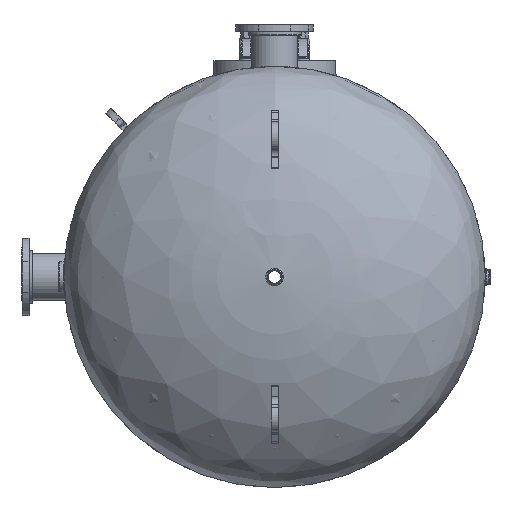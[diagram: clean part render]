
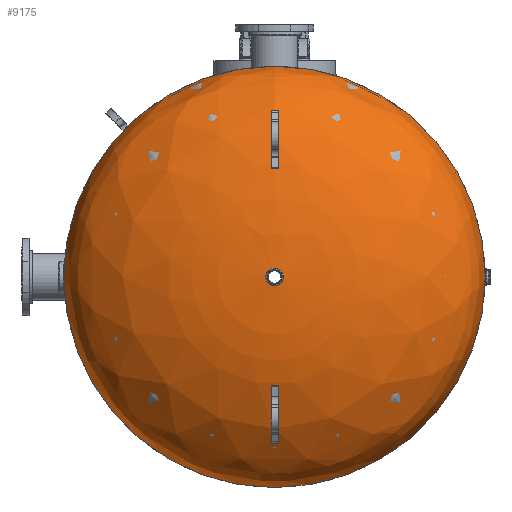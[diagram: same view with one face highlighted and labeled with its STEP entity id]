
A CAD part, left-side view. The second image highlights one B-rep face of the part: STEP entity #9175.
In plain terms, the highlighted free-form (B-spline) face has degree [2, 2] with [3, 9] control points.
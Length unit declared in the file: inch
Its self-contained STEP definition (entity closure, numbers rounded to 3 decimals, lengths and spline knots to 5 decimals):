
#93=ELLIPSE('',#10075,30.,15.156);
#676=CIRCLE('',#10073,30.);
#677=CIRCLE('',#10074,30.);
#2848=FACE_OUTER_BOUND('',#3379,.T.);
#3379=EDGE_LOOP('',(#6645,#6646,#6647,#6648,#6649,#6650));
#3961=B_SPLINE_CURVE_WITH_KNOTS('',3,(#14813,#14814,#14815,#14816,#14817,
#14818,#14819,#14820,#14821,#14822,#14823,#14824,#14825,#14826,#14827,#14828,
#14829,#14830,#14831,#14832,#14833,#14834,#14835,#14836,#14837,#14838,#14839,
#14840),.UNSPECIFIED.,.F.,.F.,(4,2,2,2,2,2,2,2,2,2,2,2,2,4),(-16.00715,
-15.44535,-14.88355,-13.89132,-12.89908,
-11.90684,-10.91461,-9.92237,-8.93013,
-7.9379,-6.94566,-5.95342,-4.96118,
-4.00229),.UNSPECIFIED.);
#3962=B_SPLINE_CURVE_WITH_KNOTS('',3,(#14841,#14842,#14843,#14844,#14845,
#14846,#14847,#14848,#14849,#14850,#14851,#14852),.UNSPECIFIED.,.F.,.F.,
(4,2,2,2,2,4),(-4.00229,-3.96895,-2.97671,-1.98447,
-0.99224,0.),.UNSPECIFIED.);
#4229=VERTEX_POINT('',#14810);
#4230=VERTEX_POINT('',#14812);
#4249=VERTEX_POINT('',#15093);
#4250=VERTEX_POINT('',#15094);
#5155=EDGE_CURVE('',#4230,#4229,#3961,.T.);
#5156=EDGE_CURVE('',#4229,#4230,#3962,.T.);
#5182=EDGE_CURVE('',#4249,#4250,#676,.T.);
#5183=EDGE_CURVE('',#4250,#4249,#677,.T.);
#5185=EDGE_CURVE('',#4249,#4230,#93,.T.);
#6645=ORIENTED_EDGE('',*,*,#5155,.T.);
#6646=ORIENTED_EDGE('',*,*,#5156,.T.);
#6647=ORIENTED_EDGE('',*,*,#5185,.F.);
#6648=ORIENTED_EDGE('',*,*,#5182,.T.);
#6649=ORIENTED_EDGE('',*,*,#5183,.T.);
#6650=ORIENTED_EDGE('',*,*,#5185,.T.);
#9125=(
BOUNDED_SURFACE()
B_SPLINE_SURFACE(2,2,((#15098,#15099,#15100,#15101,#15102,#15103,#15104,
#15105,#15106),(#15107,#15108,#15109,#15110,#15111,#15112,#15113,#15114,
#15115),(#15116,#15117,#15118,#15119,#15120,#15121,#15122,#15123,#15124)),
 .UNSPECIFIED.,.F.,.T.,.F.)
B_SPLINE_SURFACE_WITH_KNOTS((3,3),(3,2,2,2,3),(-1.5708,0.),
(0.,1.5708,3.14159,4.71239,6.28319),
 .UNSPECIFIED.)
GEOMETRIC_REPRESENTATION_ITEM()
RATIONAL_B_SPLINE_SURFACE(((1.,0.707,1.,0.707,1.,
0.707,1.,0.707,1.),(0.707,0.5,0.707,
0.5,0.707,0.5,0.707,0.5,0.707),(1.,
0.707,1.,0.707,1.,0.707,1.,0.707,
1.)))
REPRESENTATION_ITEM('')
SURFACE()
);
#9175=ADVANCED_FACE('',(#2848),#9125,.T.);
#10073=AXIS2_PLACEMENT_3D('',#15095,#11122,#11123);
#10074=AXIS2_PLACEMENT_3D('',#15096,#11124,#11125);
#10075=AXIS2_PLACEMENT_3D('',#15125,#11127,#11128);
#11122=DIRECTION('center_axis',(0.,0.,
1.));
#11123=DIRECTION('ref_axis',(1.,0.,0.));
#11124=DIRECTION('center_axis',(0.,0.,
1.));
#11125=DIRECTION('ref_axis',(1.,0.,0.));
#11127=DIRECTION('center_axis',(-1.,0.,0.));
#11128=DIRECTION('ref_axis',(0.,-1.,0.));
#14810=CARTESIAN_POINT('',(1.,0.,17.11658));
#14812=CARTESIAN_POINT('',(0.,-1.,17.11658));
#14813=CARTESIAN_POINT('Ctrl Pts',(0.,-1.,17.11658));
#14814=CARTESIAN_POINT('Ctrl Pts',(-0.07373,-1.,17.11658));
#14815=CARTESIAN_POINT('Ctrl Pts',(-0.14723,-0.99185,
17.11658));
#14816=CARTESIAN_POINT('Ctrl Pts',(-0.2911,-0.95953,
17.11658));
#14817=CARTESIAN_POINT('Ctrl Pts',(-0.36102,-0.93547,
17.11658));
#14818=CARTESIAN_POINT('Ctrl Pts',(-0.54537,-0.84825,
17.11658));
#14819=CARTESIAN_POINT('Ctrl Pts',(-0.65108,-0.7701,
17.11658));
#14820=CARTESIAN_POINT('Ctrl Pts',(-0.82658,-0.57769,
17.11658));
#14821=CARTESIAN_POINT('Ctrl Pts',(-0.8947,-0.46526,
17.11658));
#14822=CARTESIAN_POINT('Ctrl Pts',(-0.98401,-0.22063,
17.11658));
#14823=CARTESIAN_POINT('Ctrl Pts',(-1.00435,-0.09076,
17.11658));
#14824=CARTESIAN_POINT('Ctrl Pts',(-0.9941,0.16947,
17.11658));
#14825=CARTESIAN_POINT('Ctrl Pts',(-0.96361,0.29734,
17.11658));
#14826=CARTESIAN_POINT('Ctrl Pts',(-0.85533,0.53419,
17.11658));
#14827=CARTESIAN_POINT('Ctrl Pts',(-0.77858,0.64091,
17.11658));
#14828=CARTESIAN_POINT('Ctrl Pts',(-0.58849,0.81893,
17.11658));
#14829=CARTESIAN_POINT('Ctrl Pts',(-0.47696,0.88852,
17.11658));
#14830=CARTESIAN_POINT('Ctrl Pts',(-0.23352,0.98103,
17.11658));
#14831=CARTESIAN_POINT('Ctrl Pts',(-0.10393,1.00307,
17.11658));
#14832=CARTESIAN_POINT('Ctrl Pts',(0.15641,0.99624,17.11658));
#14833=CARTESIAN_POINT('Ctrl Pts',(0.28467,0.96743,
17.11658));
#14834=CARTESIAN_POINT('Ctrl Pts',(0.52292,0.86227,17.11658));
#14835=CARTESIAN_POINT('Ctrl Pts',(0.63064,0.78692,
17.11658));
#14836=CARTESIAN_POINT('Ctrl Pts',(0.81113,0.59918,
17.11658));
#14837=CARTESIAN_POINT('Ctrl Pts',(0.88218,0.48858,
17.11658));
#14838=CARTESIAN_POINT('Ctrl Pts',(0.97628,0.25044,
17.11658));
#14839=CARTESIAN_POINT('Ctrl Pts',(1.,0.12576,
17.11658));
#14840=CARTESIAN_POINT('Ctrl Pts',(1.,0.,
17.11658));
#14841=CARTESIAN_POINT('Ctrl Pts',(1.,0.,
17.11658));
#14842=CARTESIAN_POINT('Ctrl Pts',(1.,-0.00437,
17.11658));
#14843=CARTESIAN_POINT('Ctrl Pts',(0.99997,-0.00875,
17.11658));
#14844=CARTESIAN_POINT('Ctrl Pts',(0.99821,-0.14333,
17.11658));
#14845=CARTESIAN_POINT('Ctrl Pts',(0.97108,-0.27195,
17.11658));
#14846=CARTESIAN_POINT('Ctrl Pts',(0.86906,-0.51156,
17.11658));
#14847=CARTESIAN_POINT('Ctrl Pts',(0.79513,-0.62026,
17.11658));
#14848=CARTESIAN_POINT('Ctrl Pts',(0.60977,-0.8032,
17.11658));
#14849=CARTESIAN_POINT('Ctrl Pts',(0.50012,-0.87569,
17.11658));
#14850=CARTESIAN_POINT('Ctrl Pts',(0.25918,-0.97457,
17.11658));
#14851=CARTESIAN_POINT('Ctrl Pts',(0.13021,-1.,17.11658));
#14852=CARTESIAN_POINT('Ctrl Pts',(0.,-1.,17.11658));
#15093=CARTESIAN_POINT('',(0.,-30.,1.969));
#15094=CARTESIAN_POINT('',(0.,30.,1.969));
#15095=CARTESIAN_POINT('Origin',(0.,0.,
1.969));
#15096=CARTESIAN_POINT('Origin',(0.,0.,
1.969));
#15098=CARTESIAN_POINT('Ctrl Pts',(0.,0.,
17.125));
#15099=CARTESIAN_POINT('Ctrl Pts',(0.,0.,
17.125));
#15100=CARTESIAN_POINT('Ctrl Pts',(0.,0.,
17.125));
#15101=CARTESIAN_POINT('Ctrl Pts',(0.,0.,
17.125));
#15102=CARTESIAN_POINT('Ctrl Pts',(0.,0.,
17.125));
#15103=CARTESIAN_POINT('Ctrl Pts',(0.,0.,
17.125));
#15104=CARTESIAN_POINT('Ctrl Pts',(0.,0.,
17.125));
#15105=CARTESIAN_POINT('Ctrl Pts',(0.,0.,
17.125));
#15106=CARTESIAN_POINT('Ctrl Pts',(0.,0.,
17.125));
#15107=CARTESIAN_POINT('Ctrl Pts',(0.,-30.,17.125));
#15108=CARTESIAN_POINT('Ctrl Pts',(30.,-30.,17.125));
#15109=CARTESIAN_POINT('Ctrl Pts',(30.,0.,17.125));
#15110=CARTESIAN_POINT('Ctrl Pts',(30.,30.,17.125));
#15111=CARTESIAN_POINT('Ctrl Pts',(0.,30.,17.125));
#15112=CARTESIAN_POINT('Ctrl Pts',(-30.,30.,17.125));
#15113=CARTESIAN_POINT('Ctrl Pts',(-30.,0.,17.125));
#15114=CARTESIAN_POINT('Ctrl Pts',(-30.,-30.,17.125));
#15115=CARTESIAN_POINT('Ctrl Pts',(0.,-30.,17.125));
#15116=CARTESIAN_POINT('Ctrl Pts',(0.,-30.,1.969));
#15117=CARTESIAN_POINT('Ctrl Pts',(30.,-30.,1.969));
#15118=CARTESIAN_POINT('Ctrl Pts',(30.,0.,1.969));
#15119=CARTESIAN_POINT('Ctrl Pts',(30.,30.,1.969));
#15120=CARTESIAN_POINT('Ctrl Pts',(0.,30.,1.969));
#15121=CARTESIAN_POINT('Ctrl Pts',(-30.,30.,1.969));
#15122=CARTESIAN_POINT('Ctrl Pts',(-30.,0.,1.969));
#15123=CARTESIAN_POINT('Ctrl Pts',(-30.,-30.,1.969));
#15124=CARTESIAN_POINT('Ctrl Pts',(0.,-30.,1.969));
#15125=CARTESIAN_POINT('Origin',(0.,0.,
1.969));
